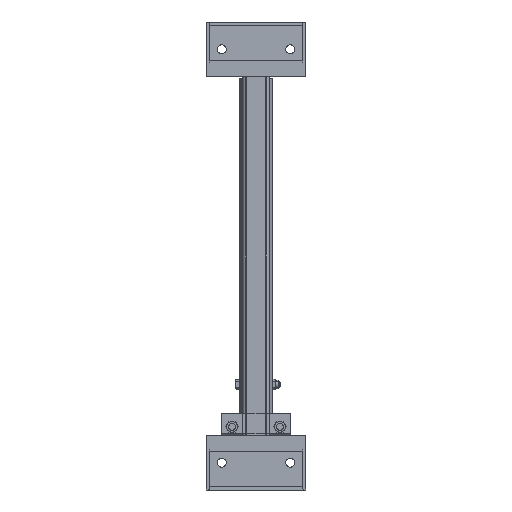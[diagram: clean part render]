
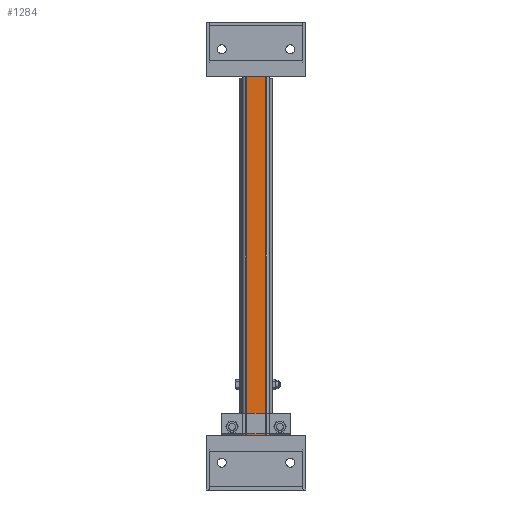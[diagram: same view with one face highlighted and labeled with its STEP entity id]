
A CAD part, left-side view. The second image highlights one B-rep face of the part: STEP entity #1284.
In plain terms, the highlighted face is planar.
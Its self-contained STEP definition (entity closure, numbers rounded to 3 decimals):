
#1284=ADVANCED_FACE('',(#2353),#2354,.T.);
#2353=FACE_OUTER_BOUND('',#3893,.T.);
#2354=PLANE('',#3894);
#3893=EDGE_LOOP('',(#7979,#7980,#7981,#7982));
#3894=AXIS2_PLACEMENT_3D('',#7983,#7984,#7985);
#7979=ORIENTED_EDGE('',*,*,#10486,.T.);
#7980=ORIENTED_EDGE('',*,*,#10487,.F.);
#7981=ORIENTED_EDGE('',*,*,#10293,.T.);
#7982=ORIENTED_EDGE('',*,*,#10488,.T.);
#7983=CARTESIAN_POINT('',(0.,20.,0.));
#7984=DIRECTION('',(0.,1.,0.));
#7985=DIRECTION('',(-1.,0.,0.));
#10293=EDGE_CURVE('',#11378,#11376,#11379,.T.);
#10486=EDGE_CURVE('',#11716,#11717,#11718,.T.);
#10487=EDGE_CURVE('',#11378,#11717,#11719,.T.);
#10488=EDGE_CURVE('',#11376,#11716,#11720,.T.);
#11376=VERTEX_POINT('',#13195);
#11378=VERTEX_POINT('',#13197);
#11379=LINE('',#13198,#13199);
#11716=VERTEX_POINT('',#14049);
#11717=VERTEX_POINT('',#14050);
#11718=LINE('',#14051,#14052);
#11719=LINE('',#14053,#14054);
#11720=LINE('',#14055,#14056);
#13195=CARTESIAN_POINT('',(-14.,20.,0.));
#13197=CARTESIAN_POINT('',(14.,20.,0.));
#13198=CARTESIAN_POINT('',(14.,20.,0.));
#13199=VECTOR('',#16915,1.);
#14049=CARTESIAN_POINT('',(-14.,20.,525.));
#14050=CARTESIAN_POINT('',(14.,20.,525.));
#14051=CARTESIAN_POINT('',(14.,20.,525.));
#14052=VECTOR('',#17160,1.);
#14053=CARTESIAN_POINT('',(14.,20.,0.));
#14054=VECTOR('',#17161,1.);
#14055=CARTESIAN_POINT('',(-14.,20.,0.));
#14056=VECTOR('',#17162,1.);
#16915=DIRECTION('',(-1.,0.,0.));
#17160=DIRECTION('',(1.,0.,0.));
#17161=DIRECTION('',(0.,0.,1.));
#17162=DIRECTION('',(0.,0.,1.));
